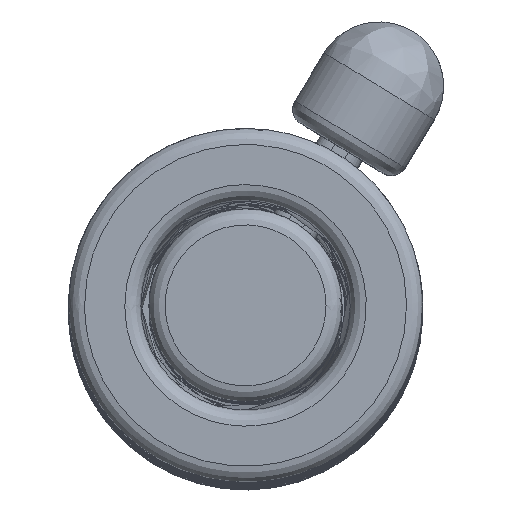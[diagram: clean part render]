
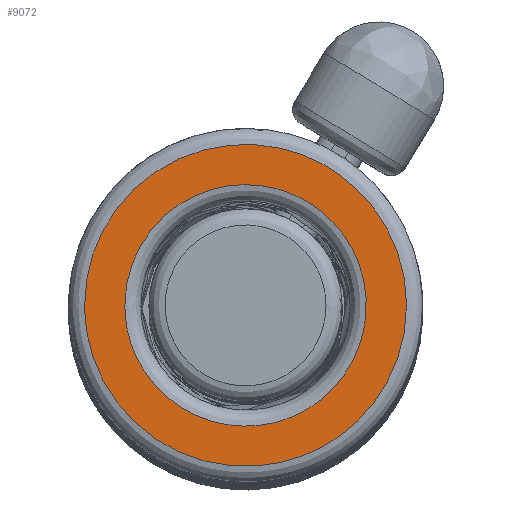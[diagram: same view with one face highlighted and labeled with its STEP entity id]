
A CAD part, top view. The second image highlights one B-rep face of the part: STEP entity #9072.
In plain terms, the highlighted free-form (B-spline) face has degree [1, 1] with [2, 2] control points.
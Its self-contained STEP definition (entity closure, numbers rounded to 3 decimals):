
#9072 = ADVANCED_FACE('',(#9073,#9087),#9101,.F.);
#9073 = FACE_BOUND('',#9074,.T.);
#9074 = EDGE_LOOP('',(#9075));
#9075 = ORIENTED_EDGE('',*,*,#9076,.T.);
#9076 = EDGE_CURVE('',#9077,#9077,#9079,.T.);
#9077 = VERTEX_POINT('',#9078);
#9078 = CARTESIAN_POINT('',(-4.842,0.,
    193.66));
#9079 = ( BOUNDED_CURVE() B_SPLINE_CURVE(2,(#9080,#9081,#9082,#9083,
#9084,#9085,#9086),.UNSPECIFIED.,.T.,.F.) B_SPLINE_CURVE_WITH_KNOTS((1,2
    ,2,2,2,1),(-2.094,0.,2.094,4.189,
6.283,8.378),.UNSPECIFIED.) CURVE() 
GEOMETRIC_REPRESENTATION_ITEM() RATIONAL_B_SPLINE_CURVE((1.,0.5,1.,0.5,
1.,0.5,1.)) REPRESENTATION_ITEM('') );
#9080 = CARTESIAN_POINT('',(-4.842,0.,
    193.66));
#9081 = CARTESIAN_POINT('',(-4.842,8.386,
    193.66));
#9082 = CARTESIAN_POINT('',(2.421,4.193,
    193.66));
#9083 = CARTESIAN_POINT('',(9.683,0.,
    193.66));
#9084 = CARTESIAN_POINT('',(2.421,-4.193,
    193.66));
#9085 = CARTESIAN_POINT('',(-4.842,-8.386,
    193.66));
#9086 = CARTESIAN_POINT('',(-4.842,0.,
    193.66));
#9087 = FACE_BOUND('',#9088,.T.);
#9088 = EDGE_LOOP('',(#9089));
#9089 = ORIENTED_EDGE('',*,*,#9090,.F.);
#9090 = EDGE_CURVE('',#9091,#9091,#9093,.T.);
#9091 = VERTEX_POINT('',#9092);
#9092 = CARTESIAN_POINT('',(-6.455,0.,
    193.66));
#9093 = ( BOUNDED_CURVE() B_SPLINE_CURVE(2,(#9094,#9095,#9096,#9097,
#9098,#9099,#9100),.UNSPECIFIED.,.T.,.F.) B_SPLINE_CURVE_WITH_KNOTS((1,2
    ,2,2,2,1),(-2.094,0.,2.094,4.189,
6.283,8.378),.UNSPECIFIED.) CURVE() 
GEOMETRIC_REPRESENTATION_ITEM() RATIONAL_B_SPLINE_CURVE((1.,0.5,1.,0.5,
1.,0.5,1.)) REPRESENTATION_ITEM('') );
#9094 = CARTESIAN_POINT('',(-6.455,0.,
    193.66));
#9095 = CARTESIAN_POINT('',(-6.455,11.181,
    193.66));
#9096 = CARTESIAN_POINT('',(3.228,5.59,
    193.66));
#9097 = CARTESIAN_POINT('',(12.911,0.,
    193.66));
#9098 = CARTESIAN_POINT('',(3.228,-5.59,
    193.66));
#9099 = CARTESIAN_POINT('',(-6.455,-11.181,
    193.66));
#9100 = CARTESIAN_POINT('',(-6.455,0.,
    193.66));
#9101 = B_SPLINE_SURFACE_WITH_KNOTS('',1,1,(
    (#9102,#9103)
    ,(#9104,#9105
  )),.UNSPECIFIED.,.F.,.F.,.F.,(2,2),(2,2),(-9.375,0.625),(-5.,5.),
  .PIECEWISE_BEZIER_KNOTS.);
#9102 = CARTESIAN_POINT('',(-6.455,6.455,
    193.66));
#9103 = CARTESIAN_POINT('',(-6.455,-6.455,
    193.66));
#9104 = CARTESIAN_POINT('',(6.455,6.455,
    193.66));
#9105 = CARTESIAN_POINT('',(6.455,-6.455,
    193.66));
